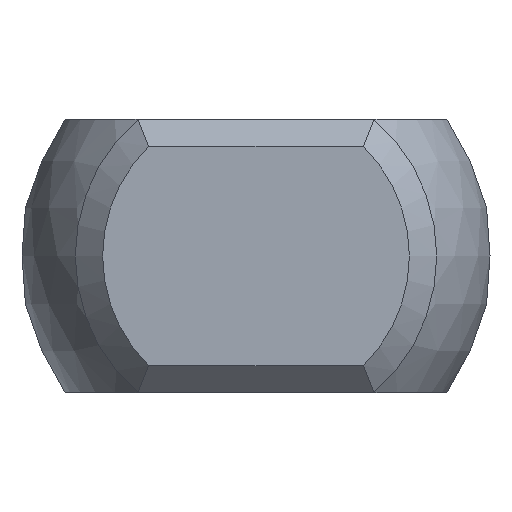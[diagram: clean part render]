
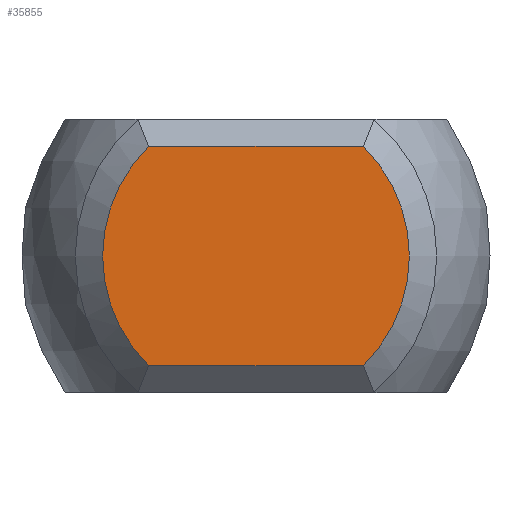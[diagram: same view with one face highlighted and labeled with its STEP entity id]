
A CAD part, left-side view. The second image highlights one B-rep face of the part: STEP entity #35855.
In plain terms, the highlighted planar face has unit normal (-1, 0, 0).
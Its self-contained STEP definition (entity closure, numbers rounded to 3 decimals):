
#34261 = PLANE('',#34262);
#34262 = AXIS2_PLACEMENT_3D('',#34263,#34264,#34265);
#34263 = CARTESIAN_POINT('',(-24.75,3.125,2.25));
#34264 = DIRECTION('',(-0.707,0.,0.707));
#34265 = DIRECTION('',(0.707,0.,0.707));
#35499 = EDGE_CURVE('',#35500,#35502,#35504,.T.);
#35500 = VERTEX_POINT('',#35501);
#35501 = CARTESIAN_POINT('',(-25.,-1.96,-2.));
#35502 = VERTEX_POINT('',#35503);
#35503 = CARTESIAN_POINT('',(-25.,1.96,-2.));
#35504 = SURFACE_CURVE('',#35505,(#35509,#35521),.PCURVE_S1.);
#35505 = LINE('',#35506,#35507);
#35506 = CARTESIAN_POINT('',(-25.,-3.125,-2.));
#35507 = VECTOR('',#35508,1.);
#35508 = DIRECTION('',(0.,1.,0.));
#35509 = PCURVE('',#35510,#35515);
#35510 = PLANE('',#35511);
#35511 = AXIS2_PLACEMENT_3D('',#35512,#35513,#35514);
#35512 = CARTESIAN_POINT('',(-24.75,-3.125,-2.25));
#35513 = DIRECTION('',(-0.707,0.,
    -0.707));
#35514 = DIRECTION('',(-0.707,0.,0.707));
#35515 = DEFINITIONAL_REPRESENTATION('',(#35516),#35520);
#35516 = LINE('',#35517,#35518);
#35517 = CARTESIAN_POINT('',(0.354,0.));
#35518 = VECTOR('',#35519,1.);
#35519 = DIRECTION('',(0.,1.));
#35520 = ( GEOMETRIC_REPRESENTATION_CONTEXT(2) 
PARAMETRIC_REPRESENTATION_CONTEXT() REPRESENTATION_CONTEXT('2D SPACE',''
  ) );
#35521 = PCURVE('',#35522,#35527);
#35522 = PLANE('',#35523);
#35523 = AXIS2_PLACEMENT_3D('',#35524,#35525,#35526);
#35524 = CARTESIAN_POINT('',(-25.,0.,0.));
#35525 = DIRECTION('',(1.,0.,0.));
#35526 = DIRECTION('',(0.,0.,-1.));
#35527 = DEFINITIONAL_REPRESENTATION('',(#35528),#35532);
#35528 = LINE('',#35529,#35530);
#35529 = CARTESIAN_POINT('',(2.,-3.125));
#35530 = VECTOR('',#35531,1.);
#35531 = DIRECTION('',(0.,1.));
#35532 = ( GEOMETRIC_REPRESENTATION_CONTEXT(2) 
PARAMETRIC_REPRESENTATION_CONTEXT() REPRESENTATION_CONTEXT('2D SPACE',''
  ) );
#35552 = CONICAL_SURFACE('',#35553,3.05,0.785);
#35553 = AXIS2_PLACEMENT_3D('',#35554,#35555,#35556);
#35554 = CARTESIAN_POINT('',(-24.75,0.,0.));
#35555 = DIRECTION('',(1.,0.,0.));
#35556 = DIRECTION('',(-0.,1.,0.));
#35602 = CONICAL_SURFACE('',#35603,3.05,0.785);
#35603 = AXIS2_PLACEMENT_3D('',#35604,#35605,#35606);
#35604 = CARTESIAN_POINT('',(-24.75,0.,0.));
#35605 = DIRECTION('',(1.,0.,0.));
#35606 = DIRECTION('',(0.,-1.,0.));
#35616 = EDGE_CURVE('',#35617,#35619,#35621,.T.);
#35617 = VERTEX_POINT('',#35618);
#35618 = CARTESIAN_POINT('',(-25.,1.96,2.));
#35619 = VERTEX_POINT('',#35620);
#35620 = CARTESIAN_POINT('',(-25.,-1.96,2.));
#35621 = SURFACE_CURVE('',#35622,(#35626,#35633),.PCURVE_S1.);
#35622 = LINE('',#35623,#35624);
#35623 = CARTESIAN_POINT('',(-25.,3.125,2.));
#35624 = VECTOR('',#35625,1.);
#35625 = DIRECTION('',(0.,-1.,0.));
#35626 = PCURVE('',#34261,#35627);
#35627 = DEFINITIONAL_REPRESENTATION('',(#35628),#35632);
#35628 = LINE('',#35629,#35630);
#35629 = CARTESIAN_POINT('',(-0.354,0.));
#35630 = VECTOR('',#35631,1.);
#35631 = DIRECTION('',(0.,-1.));
#35632 = ( GEOMETRIC_REPRESENTATION_CONTEXT(2) 
PARAMETRIC_REPRESENTATION_CONTEXT() REPRESENTATION_CONTEXT('2D SPACE',''
  ) );
#35633 = PCURVE('',#35522,#35634);
#35634 = DEFINITIONAL_REPRESENTATION('',(#35635),#35639);
#35635 = LINE('',#35636,#35637);
#35636 = CARTESIAN_POINT('',(-2.,3.125));
#35637 = VECTOR('',#35638,1.);
#35638 = DIRECTION('',(0.,-1.));
#35639 = ( GEOMETRIC_REPRESENTATION_CONTEXT(2) 
PARAMETRIC_REPRESENTATION_CONTEXT() REPRESENTATION_CONTEXT('2D SPACE',''
  ) );
#35712 = EDGE_CURVE('',#35619,#35500,#35713,.T.);
#35713 = SURFACE_CURVE('',#35714,(#35719,#35726),.PCURVE_S1.);
#35714 = CIRCLE('',#35715,2.8);
#35715 = AXIS2_PLACEMENT_3D('',#35716,#35717,#35718);
#35716 = CARTESIAN_POINT('',(-25.,0.,0.));
#35717 = DIRECTION('',(1.,0.,0.));
#35718 = DIRECTION('',(0.,-1.,0.));
#35719 = PCURVE('',#35602,#35720);
#35720 = DEFINITIONAL_REPRESENTATION('',(#35721),#35725);
#35721 = LINE('',#35722,#35723);
#35722 = CARTESIAN_POINT('',(-6.283,-0.25));
#35723 = VECTOR('',#35724,1.);
#35724 = DIRECTION('',(1.,0.));
#35725 = ( GEOMETRIC_REPRESENTATION_CONTEXT(2) 
PARAMETRIC_REPRESENTATION_CONTEXT() REPRESENTATION_CONTEXT('2D SPACE',''
  ) );
#35726 = PCURVE('',#35522,#35727);
#35727 = DEFINITIONAL_REPRESENTATION('',(#35728),#35732);
#35728 = CIRCLE('',#35729,2.8);
#35729 = AXIS2_PLACEMENT_2D('',#35730,#35731);
#35730 = CARTESIAN_POINT('',(0.,0.));
#35731 = DIRECTION('',(0.,-1.));
#35732 = ( GEOMETRIC_REPRESENTATION_CONTEXT(2) 
PARAMETRIC_REPRESENTATION_CONTEXT() REPRESENTATION_CONTEXT('2D SPACE',''
  ) );
#35738 = EDGE_CURVE('',#35502,#35617,#35739,.T.);
#35739 = SURFACE_CURVE('',#35740,(#35745,#35752),.PCURVE_S1.);
#35740 = CIRCLE('',#35741,2.8);
#35741 = AXIS2_PLACEMENT_3D('',#35742,#35743,#35744);
#35742 = CARTESIAN_POINT('',(-25.,0.,0.));
#35743 = DIRECTION('',(1.,0.,0.));
#35744 = DIRECTION('',(-0.,1.,0.));
#35745 = PCURVE('',#35552,#35746);
#35746 = DEFINITIONAL_REPRESENTATION('',(#35747),#35751);
#35747 = LINE('',#35748,#35749);
#35748 = CARTESIAN_POINT('',(0.,-0.25));
#35749 = VECTOR('',#35750,1.);
#35750 = DIRECTION('',(1.,0.));
#35751 = ( GEOMETRIC_REPRESENTATION_CONTEXT(2) 
PARAMETRIC_REPRESENTATION_CONTEXT() REPRESENTATION_CONTEXT('2D SPACE',''
  ) );
#35752 = PCURVE('',#35522,#35753);
#35753 = DEFINITIONAL_REPRESENTATION('',(#35754),#35758);
#35754 = CIRCLE('',#35755,2.8);
#35755 = AXIS2_PLACEMENT_2D('',#35756,#35757);
#35756 = CARTESIAN_POINT('',(0.,0.));
#35757 = DIRECTION('',(0.,1.));
#35758 = ( GEOMETRIC_REPRESENTATION_CONTEXT(2) 
PARAMETRIC_REPRESENTATION_CONTEXT() REPRESENTATION_CONTEXT('2D SPACE',''
  ) );
#35855 = ADVANCED_FACE('',(#35856),#35522,.F.);
#35856 = FACE_BOUND('',#35857,.T.);
#35857 = EDGE_LOOP('',(#35858,#35859,#35860,#35861));
#35858 = ORIENTED_EDGE('',*,*,#35616,.F.);
#35859 = ORIENTED_EDGE('',*,*,#35738,.F.);
#35860 = ORIENTED_EDGE('',*,*,#35499,.F.);
#35861 = ORIENTED_EDGE('',*,*,#35712,.F.);
